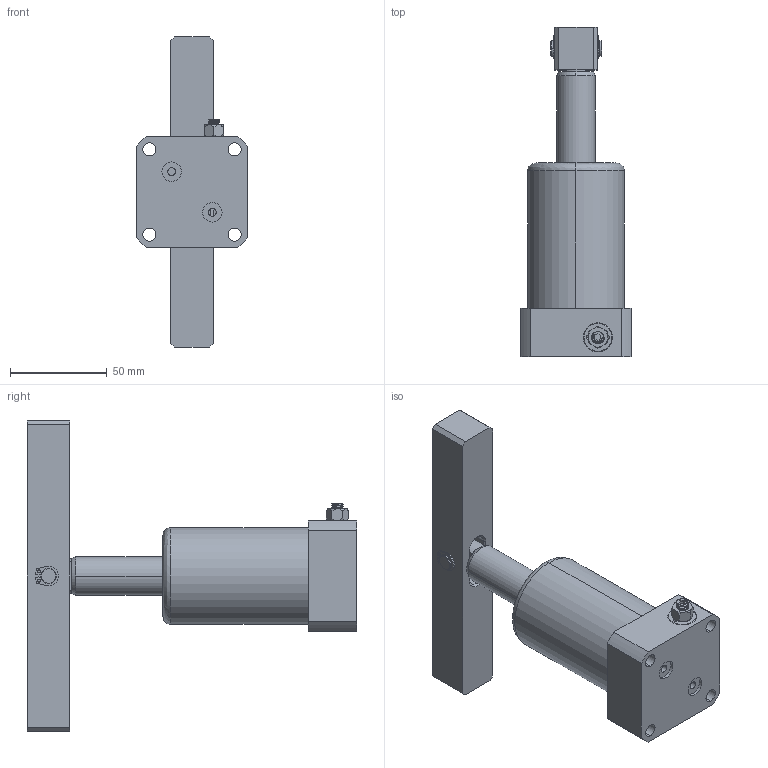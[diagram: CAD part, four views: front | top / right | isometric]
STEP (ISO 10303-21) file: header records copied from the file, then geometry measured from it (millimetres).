
FILE_DESCRIPTION (( 'STEP AP214' ), '1' );
FILE_NAME ('chs-mf32d-e_asm.STEP', '2020-02-12T07:04:18', ( '' ), ( '' ), 'SwSTEP 2.0', 'SolidWorks 2016', '' );
FILE_SCHEMA (( 'AUTOMOTIVE_DESIGN' ));
Length unit declared in the file: millimetre
Products named in the file (10): Xiaozhou; 轴8挡圈; CHS-MF32-E-BT; M6_2; CHS-MF32-TXF-03_2; CHS-MF32-TXF-02_2; CHS-TXF-01_2; CHS-32D-01_7; CHS-32D-02-E_1_1; chs-mf32d-e_asm
Assembly tree (10 placements, depth 2):
  chs-mf32d-e_asm
    CHS-32D-02-E_1_1
    CHS-32D-01_7
    CHS-TXF-01_2
    CHS-MF32-TXF-02_2
    CHS-MF32-TXF-03_2
    M6_2
    CHS-MF32-E-BT
    轴8挡圈  x2
    Xiaozhou
Bounding box: 57 x 170 x 160 mm (x, y, z)
Volume: 326302.1 mm3; surface area: 58662 mm2
Topology: 11 solids, 11 shells, 410 faces, 1035 edges, 664 vertices
Faces by surface type: cylinder 194, plane 99, cone 84, bspline 33
Entity records: 22329 total; most frequent: CARTESIAN_POINT 13322, ORIENTED_EDGE 1914, DIRECTION 1550, EDGE_CURVE 957, VERTEX_POINT 620, AXIS2_PLACEMENT_3D 608, EDGE_LOOP 447, ADVANCED_FACE 386
